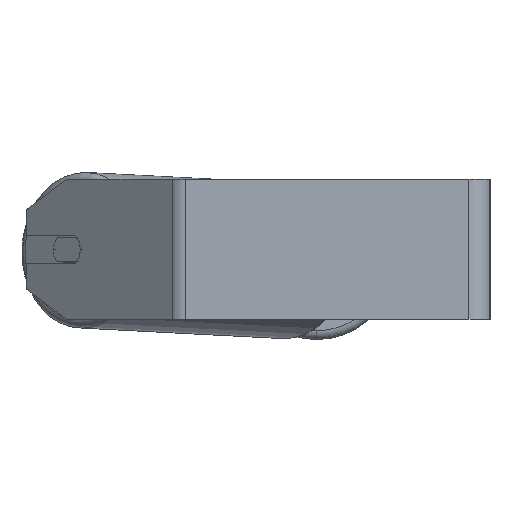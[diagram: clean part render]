
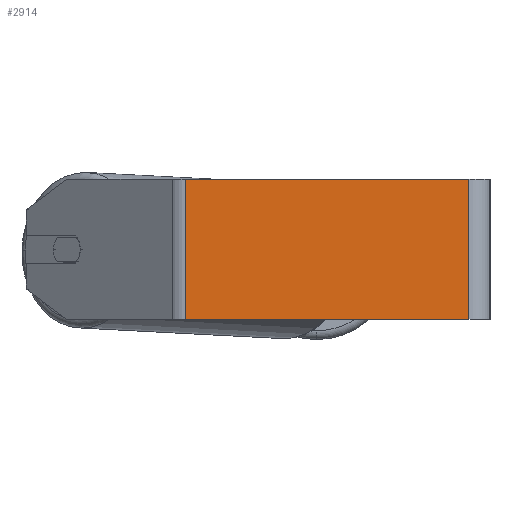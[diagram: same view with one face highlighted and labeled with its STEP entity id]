
A CAD part, left-side view. The second image highlights one B-rep face of the part: STEP entity #2914.
In plain terms, the highlighted planar face has unit normal (-1, 0, 0).
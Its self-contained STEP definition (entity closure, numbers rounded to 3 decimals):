
#82 = DIRECTION ( 'NONE',  ( 0., -1., 0. ) ) ;
#236 = DIRECTION ( 'NONE',  ( 0., 0., -1. ) ) ;
#506 = AXIS2_PLACEMENT_3D ( 'NONE', #1749, #2948, #5660 ) ;
#531 = ORIENTED_EDGE ( 'NONE', *, *, #1016, .T. ) ;
#745 = CARTESIAN_POINT ( 'NONE',  ( -340., 173.757, -40. ) ) ;
#1016 = EDGE_CURVE ( 'NONE', #3901, #5248, #4189, .T. ) ;
#1037 = VECTOR ( 'NONE', #4284, 1000. ) ;
#1669 = EDGE_CURVE ( 'NONE', #3443, #5248, #5575, .T. ) ;
#1749 = CARTESIAN_POINT ( 'NONE',  ( -340., 178.125, 40. ) ) ;
#2001 = EDGE_CURVE ( 'NONE', #5381, #3443, #6028, .T. ) ;
#2910 = CARTESIAN_POINT ( 'NONE',  ( -340., 12., 40. ) ) ;
#2914 = ADVANCED_FACE ( 'NONE', ( #7119 ), #7693, .F. ) ;
#2948 = DIRECTION ( 'NONE',  ( 1., 0., 0. ) ) ;
#3153 = CARTESIAN_POINT ( 'NONE',  ( -340., 12., 40. ) ) ;
#3435 = VECTOR ( 'NONE', #3655, 1000. ) ;
#3443 = VERTEX_POINT ( 'NONE', #3153 ) ;
#3655 = DIRECTION ( 'NONE',  ( 0., -1., 0. ) ) ;
#3901 = VERTEX_POINT ( 'NONE', #745 ) ;
#4189 = LINE ( 'NONE', #4979, #3435 ) ;
#4284 = DIRECTION ( 'NONE',  ( 0., 0., -1. ) ) ;
#4600 = VECTOR ( 'NONE', #82, 1000. ) ;
#4979 = CARTESIAN_POINT ( 'NONE',  ( -340., 178.125, -40. ) ) ;
#5248 = VERTEX_POINT ( 'NONE', #5263 ) ;
#5263 = CARTESIAN_POINT ( 'NONE',  ( -340., 12., -40. ) ) ;
#5381 = VERTEX_POINT ( 'NONE', #6279 ) ;
#5575 = LINE ( 'NONE', #2910, #1037 ) ;
#5660 = DIRECTION ( 'NONE',  ( 0., 0., -1. ) ) ;
#5685 = EDGE_LOOP ( 'NONE', ( #531, #7390, #7098, #5856 ) ) ;
#5856 = ORIENTED_EDGE ( 'NONE', *, *, #7085, .T. ) ;
#6028 = LINE ( 'NONE', #8183, #4600 ) ;
#6279 = CARTESIAN_POINT ( 'NONE',  ( -340., 173.757, 40. ) ) ;
#6306 = CARTESIAN_POINT ( 'NONE',  ( -340., 173.757, 40. ) ) ;
#7085 = EDGE_CURVE ( 'NONE', #5381, #3901, #7629, .T. ) ;
#7098 = ORIENTED_EDGE ( 'NONE', *, *, #2001, .F. ) ;
#7119 = FACE_OUTER_BOUND ( 'NONE', #5685, .T. ) ;
#7350 = VECTOR ( 'NONE', #236, 1000. ) ;
#7390 = ORIENTED_EDGE ( 'NONE', *, *, #1669, .F. ) ;
#7629 = LINE ( 'NONE', #6306, #7350 ) ;
#7693 = PLANE ( 'NONE',  #506 ) ;
#8183 = CARTESIAN_POINT ( 'NONE',  ( -340., 178.125, 40. ) ) ;
